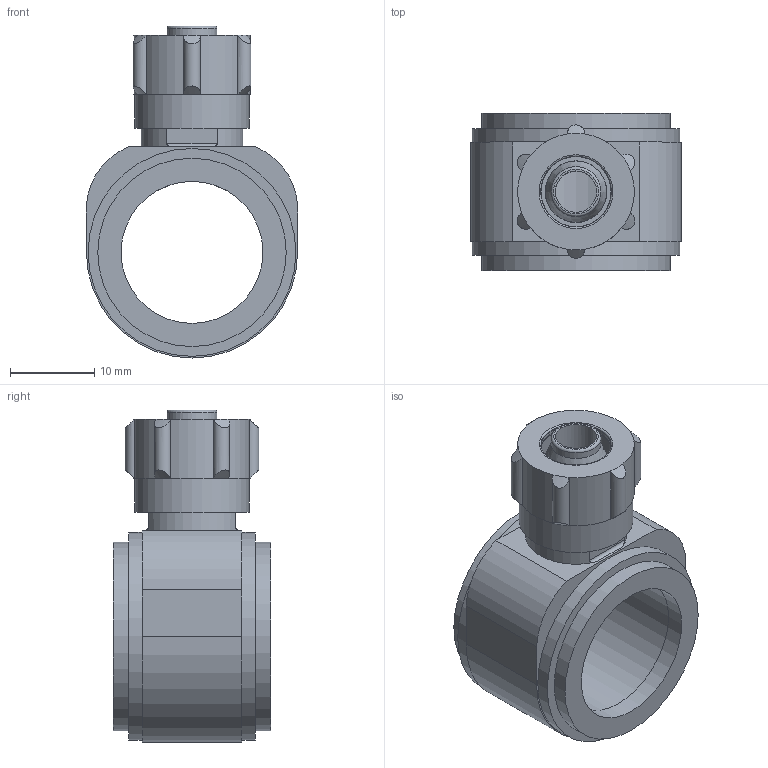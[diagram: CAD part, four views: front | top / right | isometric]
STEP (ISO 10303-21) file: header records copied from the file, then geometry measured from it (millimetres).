
FILE_DESCRIPTION(/* description */ ('STEP AP214'),/* implementation_level */ '2;1');
FILE_NAME(/* name */ '4480_LK-3_8-PK-6',/* time_stamp */ '2024-09-04T18:22:46+02:00',/* author */ ('License CC BY-ND 4.0'),/* organization */ ('CADENAS'),/* preprocessor_version */ 'ST-DEVELOPER v19.3',/* originating_system */ 'PARTsolutions',/* authorisation */ ' ');
FILE_SCHEMA (('AUTOMOTIVE_DESIGN {1 0 10303 214 3 1 1}'));
Length unit declared in the file: millimetre
Products named in the file (4): 4480 LK-3/8-PK-6; 236248 LCK-3/8-PK-6 B; 531773 OK-3/8; 2966 MCK-PK-6
Assembly tree (4 placements, depth 2):
  4480 LK-3/8-PK-6
    236248 LCK-3/8-PK-6 B
    531773 OK-3/8  x2
    2966 MCK-PK-6
Bounding box: 25 x 18.6 x 39.3 mm (x, y, z)
Volume: 6505.7 mm3; surface area: 5578.8 mm2
Topology: 4 solids, 4 shells, 81 faces, 161 edges, 96 vertices
Faces by surface type: cylinder 35, plane 21, cone 18, torus 7
Full cylindrical faces by diameter (mm): 4.9 x1, 5.9 x1, 6.8 x1, 7.3 x1, 8.3 x1, 10.917 x1, 13.5 x1, 16.8 x3, 22.3 x4, 24.6 x2
Entity records: 2060 total; most frequent: CARTESIAN_POINT 436, DIRECTION 342, ORIENTED_EDGE 254, AXIS2_PLACEMENT_3D 154, EDGE_CURVE 127, EDGE_LOOP 118, FACE_BOUND 118, VERTEX_POINT 89
